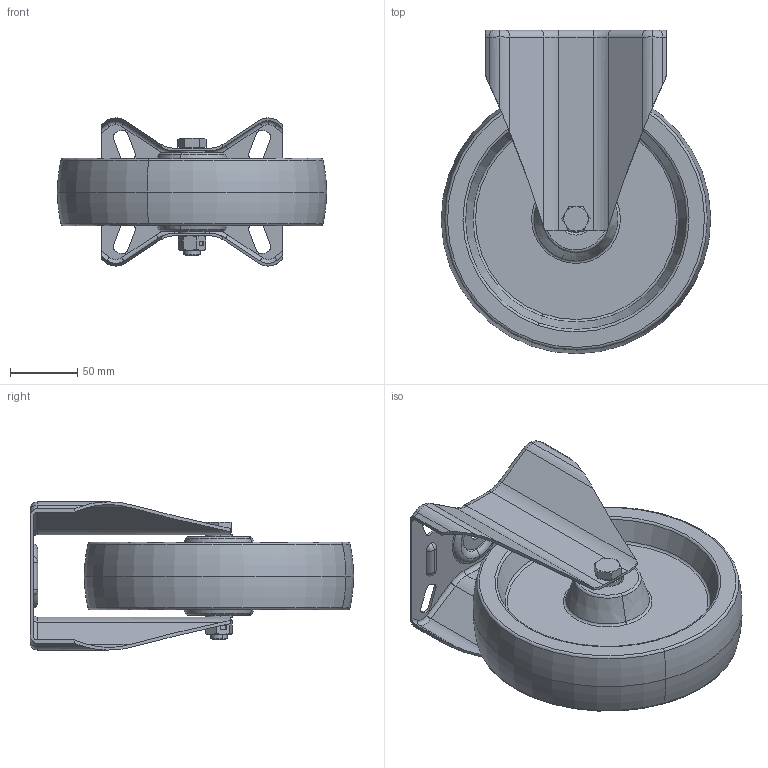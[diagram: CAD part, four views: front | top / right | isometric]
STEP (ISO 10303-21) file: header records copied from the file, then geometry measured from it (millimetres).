
FILE_DESCRIPTION (( 'STEP AP214' ), '1' );
FILE_NAME ('0030258_B-IT-HDK-200-G.STEP', '2016-06-14T09:59:04', ( '' ), ( '' ), 'SwSTEP 2.0', 'SolidWorks 2016', '' );
FILE_SCHEMA (( 'AUTOMOTIVE_DESIGN' ));
Length unit declared in the file: millimetre
Products named in the file (1): 0030258_B-IT-HDK-200-G
Bounding box: 199.99 x 239.99 x 109.99 mm (x, y, z)
Volume: 1023648.3 mm3; surface area: 208530.6 mm2
Topology: 5 solids, 5 shells, 314 faces, 746 edges, 454 vertices
Faces by surface type: cylinder 104, plane 86, torus 84, cone 36, sphere 4
Entity records: 12880 total; most frequent: CARTESIAN_POINT 1947, DIRECTION 1686, ORIENTED_EDGE 1484, EDGE_CURVE 742, AXIS2_PLACEMENT_3D 709, VERTEX_POINT 454, CIRCLE 394, EDGE_LOOP 350
